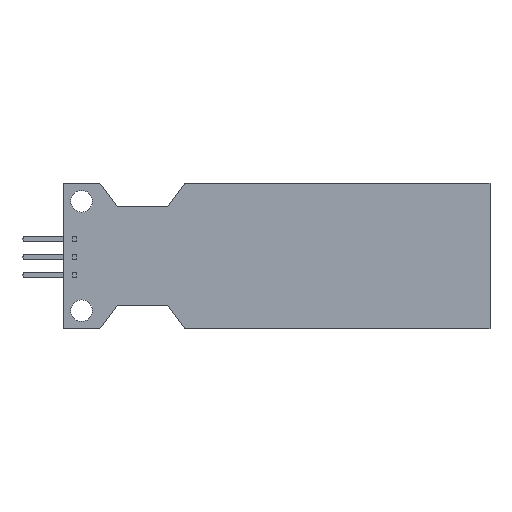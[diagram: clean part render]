
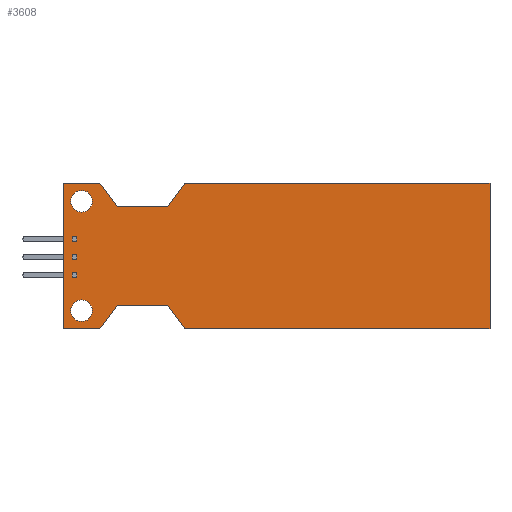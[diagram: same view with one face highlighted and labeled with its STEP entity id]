
A CAD part, front view. The second image highlights one B-rep face of the part: STEP entity #3608.
In plain terms, the highlighted planar face has unit normal (0, -1, 0).
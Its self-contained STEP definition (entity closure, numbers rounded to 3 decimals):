
#77=FACE_BOUND('',#559,.T.);
#78=FACE_BOUND('',#560,.T.);
#98=PLANE('',#3886);
#324=FACE_OUTER_BOUND('',#558,.T.);
#558=EDGE_LOOP('',(#2659,#2660,#2661,#2662,#2663,#2664,#2665,#2666,#2667,
#2668,#2669,#2670));
#559=EDGE_LOOP('',(#2671));
#560=EDGE_LOOP('',(#2672));
#785=LINE('',#5111,#1267);
#789=LINE('',#5119,#1271);
#792=LINE('',#5125,#1274);
#795=LINE('',#5131,#1277);
#798=LINE('',#5137,#1280);
#801=LINE('',#5143,#1283);
#804=LINE('',#5149,#1286);
#807=LINE('',#5155,#1289);
#810=LINE('',#5161,#1292);
#813=LINE('',#5167,#1295);
#816=LINE('',#5173,#1298);
#819=LINE('',#5178,#1301);
#1267=VECTOR('',#4133,10.);
#1271=VECTOR('',#4139,10.);
#1274=VECTOR('',#4144,10.);
#1277=VECTOR('',#4149,10.);
#1280=VECTOR('',#4154,10.);
#1283=VECTOR('',#4159,10.);
#1286=VECTOR('',#4164,10.);
#1289=VECTOR('',#4169,10.);
#1292=VECTOR('',#4174,10.);
#1295=VECTOR('',#4179,10.);
#1298=VECTOR('',#4184,10.);
#1301=VECTOR('',#4189,10.);
#1748=CIRCLE('',#3869,1.5);
#1750=CIRCLE('',#3872,1.5);
#1764=VERTEX_POINT('',#5099);
#1766=VERTEX_POINT('',#5105);
#1767=VERTEX_POINT('',#5109);
#1768=VERTEX_POINT('',#5110);
#1771=VERTEX_POINT('',#5118);
#1773=VERTEX_POINT('',#5124);
#1775=VERTEX_POINT('',#5130);
#1777=VERTEX_POINT('',#5136);
#1779=VERTEX_POINT('',#5142);
#1781=VERTEX_POINT('',#5148);
#1783=VERTEX_POINT('',#5154);
#1785=VERTEX_POINT('',#5160);
#1787=VERTEX_POINT('',#5166);
#1789=VERTEX_POINT('',#5172);
#2093=EDGE_CURVE('',#1764,#1764,#1748,.T.);
#2096=EDGE_CURVE('',#1766,#1766,#1750,.T.);
#2097=EDGE_CURVE('',#1767,#1768,#785,.T.);
#2101=EDGE_CURVE('',#1767,#1771,#789,.T.);
#2104=EDGE_CURVE('',#1773,#1771,#792,.T.);
#2107=EDGE_CURVE('',#1775,#1773,#795,.T.);
#2110=EDGE_CURVE('',#1777,#1775,#798,.T.);
#2113=EDGE_CURVE('',#1777,#1779,#801,.T.);
#2116=EDGE_CURVE('',#1781,#1779,#804,.T.);
#2119=EDGE_CURVE('',#1781,#1783,#807,.T.);
#2122=EDGE_CURVE('',#1785,#1783,#810,.T.);
#2125=EDGE_CURVE('',#1787,#1785,#813,.T.);
#2128=EDGE_CURVE('',#1789,#1787,#816,.T.);
#2131=EDGE_CURVE('',#1768,#1789,#819,.T.);
#2659=ORIENTED_EDGE('',*,*,#2131,.F.);
#2660=ORIENTED_EDGE('',*,*,#2097,.F.);
#2661=ORIENTED_EDGE('',*,*,#2101,.T.);
#2662=ORIENTED_EDGE('',*,*,#2104,.F.);
#2663=ORIENTED_EDGE('',*,*,#2107,.F.);
#2664=ORIENTED_EDGE('',*,*,#2110,.F.);
#2665=ORIENTED_EDGE('',*,*,#2113,.T.);
#2666=ORIENTED_EDGE('',*,*,#2116,.F.);
#2667=ORIENTED_EDGE('',*,*,#2119,.T.);
#2668=ORIENTED_EDGE('',*,*,#2122,.F.);
#2669=ORIENTED_EDGE('',*,*,#2125,.F.);
#2670=ORIENTED_EDGE('',*,*,#2128,.F.);
#2671=ORIENTED_EDGE('',*,*,#2096,.F.);
#2672=ORIENTED_EDGE('',*,*,#2093,.F.);
#3608=ADVANCED_FACE('',(#324,#77,#78),#98,.F.);
#3869=AXIS2_PLACEMENT_3D('',#5101,#4122,#4123);
#3872=AXIS2_PLACEMENT_3D('',#5107,#4129,#4130);
#3886=AXIS2_PLACEMENT_3D('',#5181,#4193,#4194);
#4122=DIRECTION('center_axis',(0.,-1.,0.));
#4123=DIRECTION('ref_axis',(1.,0.,0.));
#4129=DIRECTION('center_axis',(0.,-1.,0.));
#4130=DIRECTION('ref_axis',(1.,0.,0.));
#4133=DIRECTION('',(1.,0.,0.));
#4139=DIRECTION('',(-0.601,0.,0.799));
#4144=DIRECTION('',(1.,0.,0.));
#4149=DIRECTION('',(0.,0.,1.));
#4154=DIRECTION('',(-1.,0.,0.));
#4159=DIRECTION('',(0.601,0.,0.799));
#4164=DIRECTION('',(-1.,0.,0.));
#4169=DIRECTION('',(0.601,0.,-0.799));
#4174=DIRECTION('',(-1.,0.,0.));
#4179=DIRECTION('',(0.,0.,-1.));
#4184=DIRECTION('',(1.,0.,0.));
#4189=DIRECTION('',(0.601,0.,0.799));
#4193=DIRECTION('center_axis',(0.,1.,0.));
#4194=DIRECTION('ref_axis',(1.,0.,0.));
#5099=CARTESIAN_POINT('',(-25.847,0.,7.775));
#5101=CARTESIAN_POINT('Origin',(-24.347,0.,7.775));
#5105=CARTESIAN_POINT('',(-25.847,0.,-7.425));
#5107=CARTESIAN_POINT('Origin',(-24.347,0.,-7.425));
#5109=CARTESIAN_POINT('',(-19.386,0.,7.075));
#5110=CARTESIAN_POINT('',(-12.386,0.,7.075));
#5111=CARTESIAN_POINT('',(-19.386,0.,7.075));
#5118=CARTESIAN_POINT('',(-21.791,0.,10.275));
#5119=CARTESIAN_POINT('',(-19.386,0.,7.075));
#5124=CARTESIAN_POINT('',(-26.903,0.,10.275));
#5125=CARTESIAN_POINT('',(-26.903,0.,10.275));
#5130=CARTESIAN_POINT('',(-26.903,0.,-9.925));
#5131=CARTESIAN_POINT('',(-26.903,0.,-9.925));
#5136=CARTESIAN_POINT('',(-21.791,0.,-9.925));
#5137=CARTESIAN_POINT('',(-21.791,0.,-9.925));
#5142=CARTESIAN_POINT('',(-19.386,0.,-6.725));
#5143=CARTESIAN_POINT('',(-21.791,0.,-9.925));
#5148=CARTESIAN_POINT('',(-12.386,0.,-6.725));
#5149=CARTESIAN_POINT('',(-12.386,0.,-6.725));
#5154=CARTESIAN_POINT('',(-9.982,0.,-9.925));
#5155=CARTESIAN_POINT('',(-12.386,0.,-6.725));
#5160=CARTESIAN_POINT('',(32.397,0.,-9.925));
#5161=CARTESIAN_POINT('',(32.397,0.,-9.925));
#5166=CARTESIAN_POINT('',(32.397,0.,10.275));
#5167=CARTESIAN_POINT('',(32.397,0.,10.275));
#5172=CARTESIAN_POINT('',(-9.982,0.,10.275));
#5173=CARTESIAN_POINT('',(-9.982,0.,10.275));
#5178=CARTESIAN_POINT('',(-12.386,0.,7.075));
#5181=CARTESIAN_POINT('Origin',(2.747,0.,0.175));
